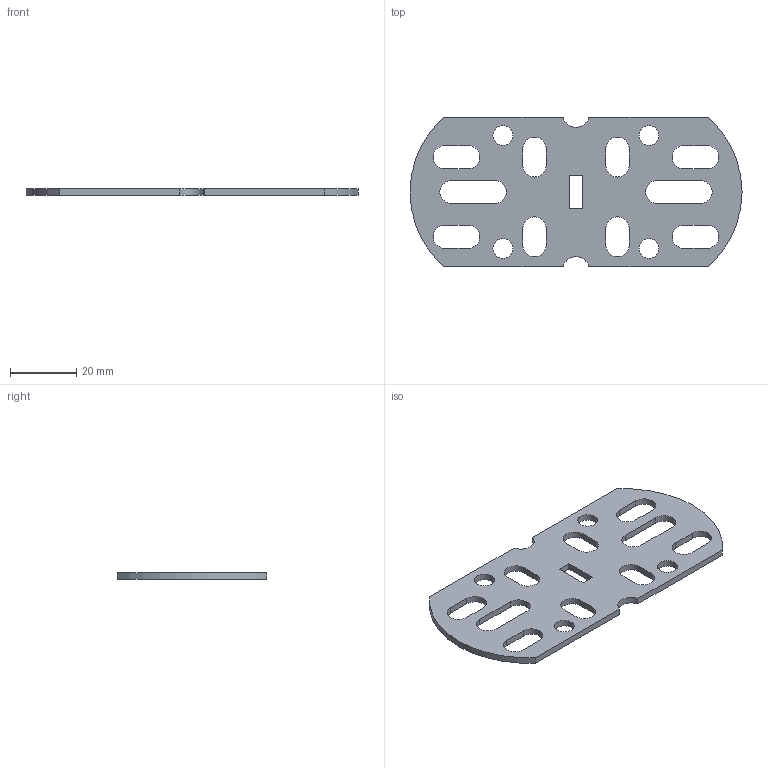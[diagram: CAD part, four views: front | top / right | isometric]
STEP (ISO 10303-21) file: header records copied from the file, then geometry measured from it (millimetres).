
FILE_DESCRIPTION((''),'2;1');
FILE_NAME('6066550','2012-05-29T',('AndreasKeweloh'),(''),'PRO/ENGINEER BY PARAMETRIC TECHNOLOGY CORPORATION, 2012060','PRO/ENGINEER BY PARAMETRIC TECHNOLOGY CORPORATION, 2012060','');
FILE_SCHEMA(('CONFIG_CONTROL_DESIGN'));
Length unit declared in the file: millimetre
Products named in the file (1): 6066550
Bounding box: 100 x 45 x 2 mm (x, y, z)
Volume: 6258.2 mm3; surface area: 7734.2 mm2
Topology: 1 solids, 1 shells, 62 faces, 180 edges, 120 vertices
Faces by surface type: cylinder 32, plane 30
Entity records: 2166 total; most frequent: DIRECTION 368, CARTESIAN_POINT 362, ORIENTED_EDGE 360, EDGE_CURVE 180, AXIS2_PLACEMENT_3D 126, VERTEX_POINT 120, VECTOR 116, LINE 116
